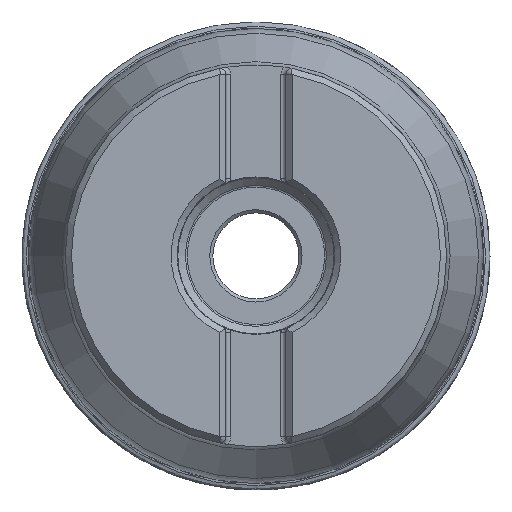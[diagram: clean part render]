
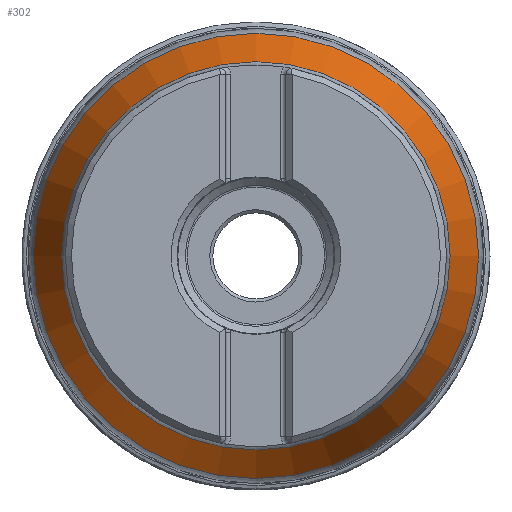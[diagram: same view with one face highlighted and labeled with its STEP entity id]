
A CAD part, top view. The second image highlights one B-rep face of the part: STEP entity #302.
In plain terms, the highlighted conical face has half-angle 22.363 degrees and reference radius 36.949 mm.
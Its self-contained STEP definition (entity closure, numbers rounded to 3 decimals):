
#266=CONICAL_SURFACE('',#1411,36.949,22.363);
#302=ADVANCED_FACE('',(#483,#484),#266,.T.);
#483=FACE_BOUND('',#575,.T.);
#484=FACE_BOUND('',#576,.T.);
#575=EDGE_LOOP('',(#740));
#576=EDGE_LOOP('',(#741));
#740=ORIENTED_EDGE('',*,*,#1177,.T.);
#741=ORIENTED_EDGE('',*,*,#1178,.T.);
#1054=VERTEX_POINT('',#2429);
#1055=VERTEX_POINT('',#2431);
#1177=EDGE_CURVE('',#1054,#1054,#1320,.T.);
#1178=EDGE_CURVE('',#1055,#1055,#1321,.T.);
#1320=CIRCLE('',#1409,36.197);
#1321=CIRCLE('',#1410,31.564);
#1409=AXIS2_PLACEMENT_3D('',#2428,#1628,#1629);
#1410=AXIS2_PLACEMENT_3D('',#2430,#1630,#1631);
#1411=AXIS2_PLACEMENT_3D('',#2432,#1632,#1633);
#1628=DIRECTION('',(0.,0.,1.));
#1629=DIRECTION('',(1.,0.,0.));
#1630=DIRECTION('',(0.,0.,-1.));
#1631=DIRECTION('',(-1.,0.,0.));
#1632=DIRECTION('',(0.,0.,-1.));
#1633=DIRECTION('',(-1.,0.,0.));
#2428=CARTESIAN_POINT('',(0.,0.,-29.632));
#2429=CARTESIAN_POINT('',(36.197,0.,-29.632));
#2430=CARTESIAN_POINT('',(0.,0.,-18.371));
#2431=CARTESIAN_POINT('',(-31.564,0.,-18.371));
#2432=CARTESIAN_POINT('',(0.,0.,-31.46));
